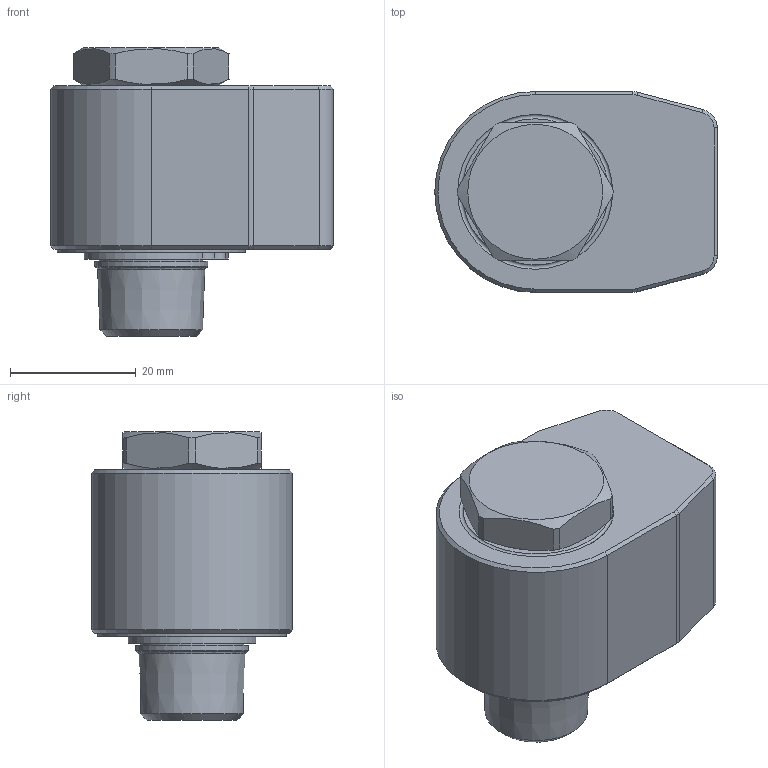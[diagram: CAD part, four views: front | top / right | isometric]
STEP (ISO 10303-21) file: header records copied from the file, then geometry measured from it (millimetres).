
FILE_DESCRIPTION(/* description */ (''),/* implementation_level */ '2;1');
FILE_NAME(/* name */ '40.939.stp',/* time_stamp */ '2021-12-17T15:49:31+01:00',/* author */ ('d.raschle'),/* organization */ (''),/* preprocessor_version */ 'ST-DEVELOPER v18',/* originating_system */ 'Autodesk Inventor 2020',/* authorisation */ '');
FILE_SCHEMA (('AUTOMOTIVE_DESIGN { 1 0 10303 214 3 1 1 }','AP242_MANAGED_MODEL_BASED_3D_ENGINEERING_MIM_LF { 1 0 10303 442 1 1 4 }'));
Length unit declared in the file: millimetre
Products named in the file (1): Bauteil2
Bounding box: 45 x 32 x 46 mm (x, y, z)
Volume: 33717.1 mm3; surface area: 10068 mm2
Topology: 1 solids, 1 shells, 100 faces, 259 edges, 170 vertices
Faces by surface type: plane 39, cylinder 32, cone 20, torus 8, bspline 1
Full cylindrical faces by diameter (mm): 2 x2, 5 x2, 7 x2, 14 x1, 14.95 x1, 16.5 x1, 18 x2, 30 x1
Entity records: 3535 total; most frequent: CARTESIAN_POINT 860, DIRECTION 554, ORIENTED_EDGE 516, EDGE_CURVE 258, AXIS2_PLACEMENT_3D 225, VERTEX_POINT 170, CIRCLE 125, EDGE_LOOP 116
